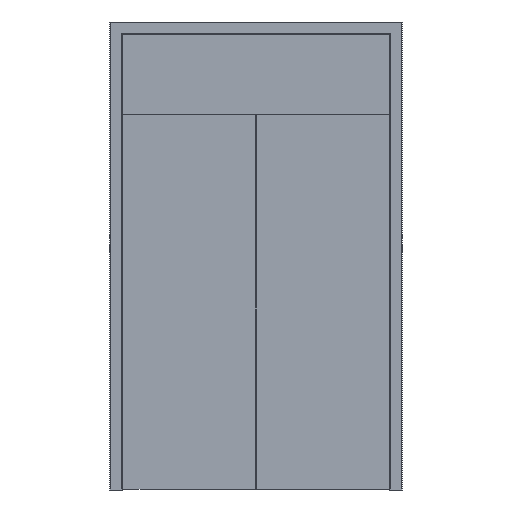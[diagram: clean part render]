
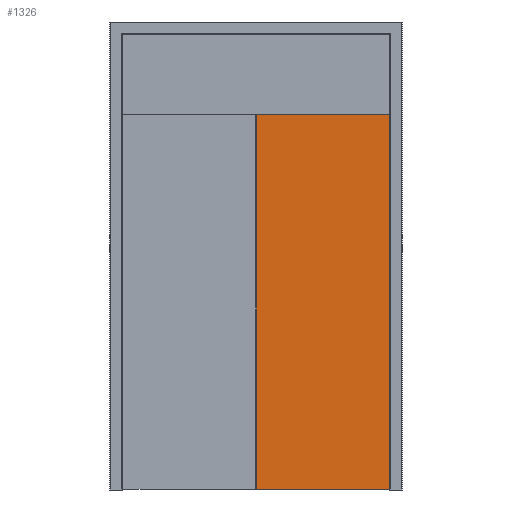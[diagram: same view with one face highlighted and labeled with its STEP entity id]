
A CAD part, front view. The second image highlights one B-rep face of the part: STEP entity #1326.
In plain terms, the highlighted planar face has unit normal (0, -1, 0).
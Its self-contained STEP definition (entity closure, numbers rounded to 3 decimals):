
#1017 = VERTEX_POINT('',#1018);
#1018 = CARTESIAN_POINT('',(802.5,150.,2100.));
#1027 = PLANE('',#1028);
#1028 = AXIS2_PLACEMENT_3D('',#1029,#1030,#1031);
#1029 = CARTESIAN_POINT('',(802.5,150.,2100.));
#1030 = DIRECTION('',(0.,0.,-1.));
#1031 = DIRECTION('',(1.,0.,0.));
#1039 = PLANE('',#1040);
#1040 = AXIS2_PLACEMENT_3D('',#1041,#1042,#1043);
#1041 = CARTESIAN_POINT('',(802.5,150.,5.));
#1042 = DIRECTION('',(1.,0.,0.));
#1043 = DIRECTION('',(0.,0.,1.));
#1080 = VERTEX_POINT('',#1081);
#1081 = CARTESIAN_POINT('',(1549.,150.,2100.));
#1095 = PLANE('',#1096);
#1096 = AXIS2_PLACEMENT_3D('',#1097,#1098,#1099);
#1097 = CARTESIAN_POINT('',(1549.,150.,2100.));
#1098 = DIRECTION('',(-1.,0.,0.));
#1099 = DIRECTION('',(0.,0.,-1.));
#1107 = EDGE_CURVE('',#1017,#1080,#1108,.T.);
#1108 = SURFACE_CURVE('',#1109,(#1113,#1120),.PCURVE_S1.);
#1109 = LINE('',#1110,#1111);
#1110 = CARTESIAN_POINT('',(802.5,150.,2100.));
#1111 = VECTOR('',#1112,1.);
#1112 = DIRECTION('',(1.,0.,0.));
#1113 = PCURVE('',#1027,#1114);
#1114 = DEFINITIONAL_REPRESENTATION('',(#1115),#1119);
#1115 = LINE('',#1116,#1117);
#1116 = CARTESIAN_POINT('',(0.,0.));
#1117 = VECTOR('',#1118,1.);
#1118 = DIRECTION('',(1.,0.));
#1119 = ( GEOMETRIC_REPRESENTATION_CONTEXT(2) 
PARAMETRIC_REPRESENTATION_CONTEXT() REPRESENTATION_CONTEXT('2D SPACE',''
  ) );
#1120 = PCURVE('',#1121,#1126);
#1121 = PLANE('',#1122);
#1122 = AXIS2_PLACEMENT_3D('',#1123,#1124,#1125);
#1123 = CARTESIAN_POINT('',(802.5,150.,2100.));
#1124 = DIRECTION('',(0.,-1.,0.));
#1125 = DIRECTION('',(0.,0.,-1.));
#1126 = DEFINITIONAL_REPRESENTATION('',(#1127),#1131);
#1127 = LINE('',#1128,#1129);
#1128 = CARTESIAN_POINT('',(0.,0.));
#1129 = VECTOR('',#1130,1.);
#1130 = DIRECTION('',(0.,1.));
#1131 = ( GEOMETRIC_REPRESENTATION_CONTEXT(2) 
PARAMETRIC_REPRESENTATION_CONTEXT() REPRESENTATION_CONTEXT('2D SPACE',''
  ) );
#1161 = VERTEX_POINT('',#1162);
#1162 = CARTESIAN_POINT('',(1549.,150.,5.));
#1176 = PLANE('',#1177);
#1177 = AXIS2_PLACEMENT_3D('',#1178,#1179,#1180);
#1178 = CARTESIAN_POINT('',(1549.,150.,5.));
#1179 = DIRECTION('',(0.,0.,1.));
#1180 = DIRECTION('',(-1.,0.,0.));
#1188 = EDGE_CURVE('',#1080,#1161,#1189,.T.);
#1189 = SURFACE_CURVE('',#1190,(#1194,#1201),.PCURVE_S1.);
#1190 = LINE('',#1191,#1192);
#1191 = CARTESIAN_POINT('',(1549.,150.,2100.));
#1192 = VECTOR('',#1193,1.);
#1193 = DIRECTION('',(0.,0.,-1.));
#1194 = PCURVE('',#1095,#1195);
#1195 = DEFINITIONAL_REPRESENTATION('',(#1196),#1200);
#1196 = LINE('',#1197,#1198);
#1197 = CARTESIAN_POINT('',(0.,0.));
#1198 = VECTOR('',#1199,1.);
#1199 = DIRECTION('',(1.,0.));
#1200 = ( GEOMETRIC_REPRESENTATION_CONTEXT(2) 
PARAMETRIC_REPRESENTATION_CONTEXT() REPRESENTATION_CONTEXT('2D SPACE',''
  ) );
#1201 = PCURVE('',#1121,#1202);
#1202 = DEFINITIONAL_REPRESENTATION('',(#1203),#1207);
#1203 = LINE('',#1204,#1205);
#1204 = CARTESIAN_POINT('',(0.,746.5));
#1205 = VECTOR('',#1206,1.);
#1206 = DIRECTION('',(1.,0.));
#1207 = ( GEOMETRIC_REPRESENTATION_CONTEXT(2) 
PARAMETRIC_REPRESENTATION_CONTEXT() REPRESENTATION_CONTEXT('2D SPACE',''
  ) );
#1237 = VERTEX_POINT('',#1238);
#1238 = CARTESIAN_POINT('',(802.5,150.,5.));
#1259 = EDGE_CURVE('',#1161,#1237,#1260,.T.);
#1260 = SURFACE_CURVE('',#1261,(#1265,#1272),.PCURVE_S1.);
#1261 = LINE('',#1262,#1263);
#1262 = CARTESIAN_POINT('',(1549.,150.,5.));
#1263 = VECTOR('',#1264,1.);
#1264 = DIRECTION('',(-1.,0.,0.));
#1265 = PCURVE('',#1176,#1266);
#1266 = DEFINITIONAL_REPRESENTATION('',(#1267),#1271);
#1267 = LINE('',#1268,#1269);
#1268 = CARTESIAN_POINT('',(0.,0.));
#1269 = VECTOR('',#1270,1.);
#1270 = DIRECTION('',(1.,0.));
#1271 = ( GEOMETRIC_REPRESENTATION_CONTEXT(2) 
PARAMETRIC_REPRESENTATION_CONTEXT() REPRESENTATION_CONTEXT('2D SPACE',''
  ) );
#1272 = PCURVE('',#1121,#1273);
#1273 = DEFINITIONAL_REPRESENTATION('',(#1274),#1278);
#1274 = LINE('',#1275,#1276);
#1275 = CARTESIAN_POINT('',(2095.,746.5));
#1276 = VECTOR('',#1277,1.);
#1277 = DIRECTION('',(0.,-1.));
#1278 = ( GEOMETRIC_REPRESENTATION_CONTEXT(2) 
PARAMETRIC_REPRESENTATION_CONTEXT() REPRESENTATION_CONTEXT('2D SPACE',''
  ) );
#1306 = EDGE_CURVE('',#1237,#1017,#1307,.T.);
#1307 = SURFACE_CURVE('',#1308,(#1312,#1319),.PCURVE_S1.);
#1308 = LINE('',#1309,#1310);
#1309 = CARTESIAN_POINT('',(802.5,150.,5.));
#1310 = VECTOR('',#1311,1.);
#1311 = DIRECTION('',(0.,0.,1.));
#1312 = PCURVE('',#1039,#1313);
#1313 = DEFINITIONAL_REPRESENTATION('',(#1314),#1318);
#1314 = LINE('',#1315,#1316);
#1315 = CARTESIAN_POINT('',(0.,0.));
#1316 = VECTOR('',#1317,1.);
#1317 = DIRECTION('',(1.,0.));
#1318 = ( GEOMETRIC_REPRESENTATION_CONTEXT(2) 
PARAMETRIC_REPRESENTATION_CONTEXT() REPRESENTATION_CONTEXT('2D SPACE',''
  ) );
#1319 = PCURVE('',#1121,#1320);
#1320 = DEFINITIONAL_REPRESENTATION('',(#1321),#1325);
#1321 = LINE('',#1322,#1323);
#1322 = CARTESIAN_POINT('',(2095.,0.));
#1323 = VECTOR('',#1324,1.);
#1324 = DIRECTION('',(-1.,0.));
#1325 = ( GEOMETRIC_REPRESENTATION_CONTEXT(2) 
PARAMETRIC_REPRESENTATION_CONTEXT() REPRESENTATION_CONTEXT('2D SPACE',''
  ) );
#1326 = ADVANCED_FACE('',(#1327),#1121,.T.);
#1327 = FACE_BOUND('',#1328,.F.);
#1328 = EDGE_LOOP('',(#1329,#1330,#1331,#1332));
#1329 = ORIENTED_EDGE('',*,*,#1107,.T.);
#1330 = ORIENTED_EDGE('',*,*,#1188,.T.);
#1331 = ORIENTED_EDGE('',*,*,#1259,.T.);
#1332 = ORIENTED_EDGE('',*,*,#1306,.T.);
